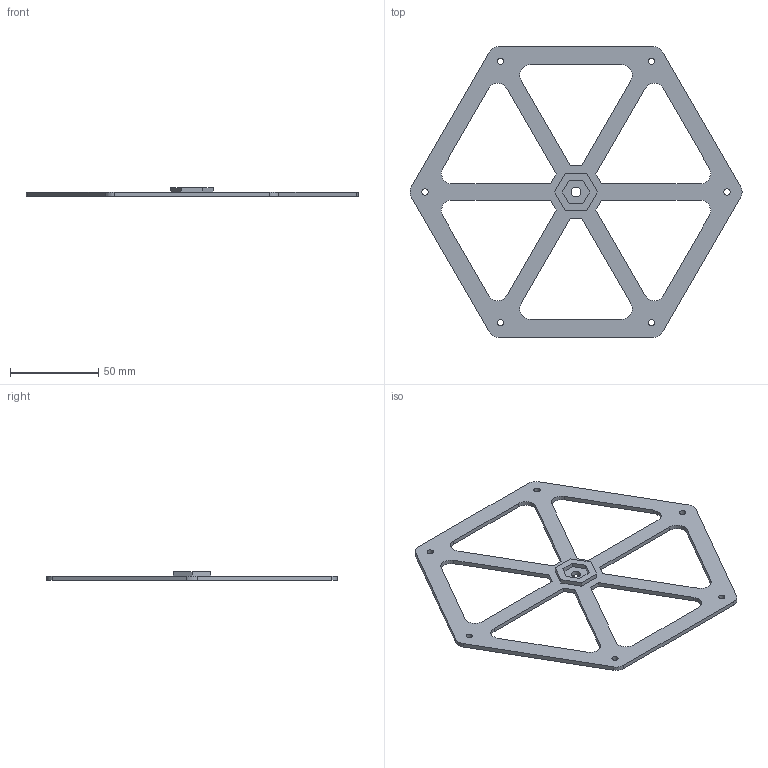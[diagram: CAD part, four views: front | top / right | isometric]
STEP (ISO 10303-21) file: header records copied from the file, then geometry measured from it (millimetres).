
FILE_DESCRIPTION(/* description */ (''),/* implementation_level */ '2;1');
FILE_NAME(/* name */ '5f97bd17f8a6101638fbebc0',/* time_stamp */ '2020-10-27T06:24:25+00:00',/* author */ (''),/* organization */ (''),/* preprocessor_version */ 'ST-DEVELOPER v16.7',/* originating_system */ $,/* authorisation */ $);
FILE_SCHEMA (('AUTOMOTIVE_DESIGN {1 0 10303 214 3 1 1}'));
Length unit declared in the file: metre
Products named in the file (1): Part 1
Bounding box: 188.07 x 164.47 x 4.76 mm (x, y, z)
Volume: 24439.3 mm3; surface area: 24698.7 mm2
Topology: 1 solids, 1 shells, 71 faces, 201 edges, 134 vertices
Faces by surface type: plane 46, cylinder 25
Full cylindrical faces by diameter (mm): 3.57 x6, 5.474 x1
Entity records: 2352 total; most frequent: CARTESIAN_POINT 400, ORIENTED_EDGE 388, DIRECTION 388, EDGE_CURVE 194, LINE 144, VECTOR 144, VERTEX_POINT 134, AXIS2_PLACEMENT_3D 122
